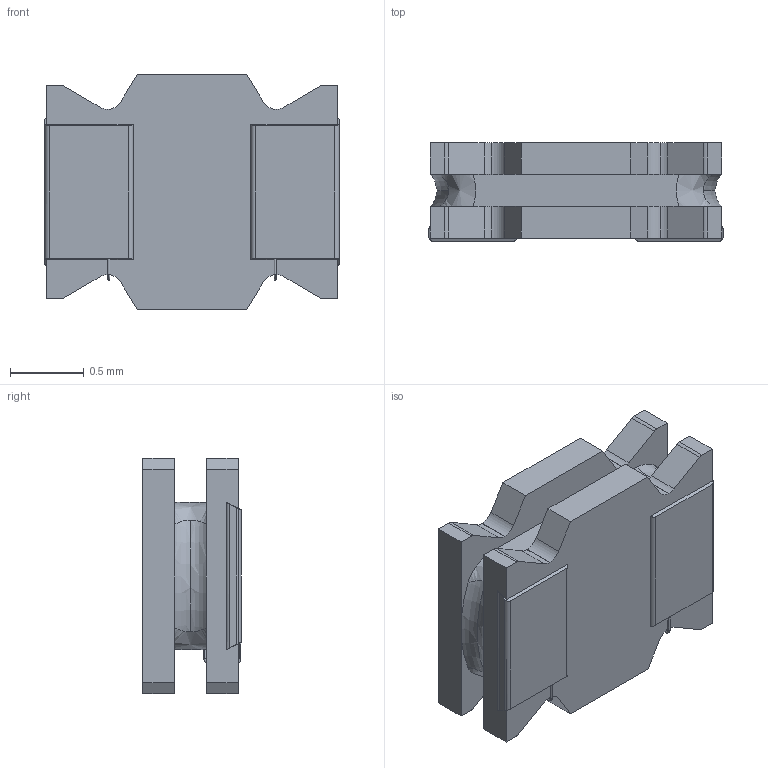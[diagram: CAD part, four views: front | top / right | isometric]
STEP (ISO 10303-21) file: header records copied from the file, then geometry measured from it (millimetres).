
FILE_DESCRIPTION (( 'STEP AP214' ), '1' );
FILE_NAME ('LQH2MCN100M52L.STEP', '2022-09-08T07:09:25', ( '' ), ( '' ), 'SwSTEP 2.0', 'SolidWorks 2018', '' );
FILE_SCHEMA (( 'AUTOMOTIVE_DESIGN' ));
Length unit declared in the file: millimetre
Products named in the file (1): LQH2MCN100M52L
Bounding box: 2 x 0.67 x 1.6 mm (x, y, z)
Volume: 1.6 mm3; surface area: 14.5 mm2
Topology: 5 solids, 5 shells, 122 faces, 324 edges, 212 vertices
Faces by surface type: plane 64, cylinder 42, torus 12, bspline 4
Entity records: 5342 total; most frequent: CARTESIAN_POINT 891, ORIENTED_EDGE 648, DIRECTION 628, EDGE_CURVE 324, AXIS2_PLACEMENT_3D 217, VERTEX_POINT 212, LINE 194, VECTOR 194
